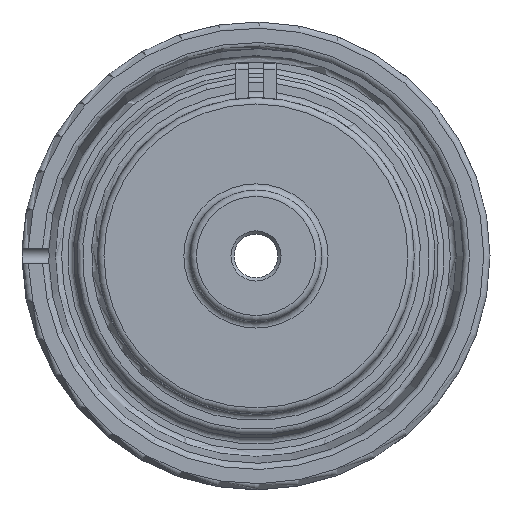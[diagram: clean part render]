
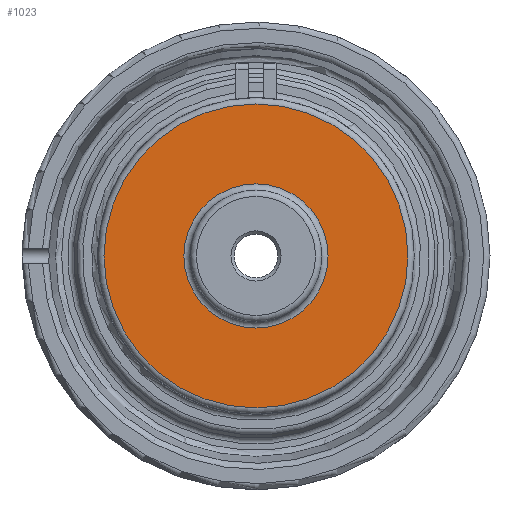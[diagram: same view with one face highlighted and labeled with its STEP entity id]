
A CAD part, front view. The second image highlights one B-rep face of the part: STEP entity #1023.
In plain terms, the highlighted planar face has unit normal (0, -1, 0).
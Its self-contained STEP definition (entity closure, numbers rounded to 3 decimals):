
#182=PLANE('',#1124);
#211=FACE_BOUND('',#350,.T.);
#270=FACE_OUTER_BOUND('',#349,.T.);
#349=EDGE_LOOP('',(#876));
#350=EDGE_LOOP('',(#877));
#426=CIRCLE('',#1123,48.5);
#427=CIRCLE('',#1125,23.);
#525=VERTEX_POINT('',#1929);
#526=VERTEX_POINT('',#1932);
#654=EDGE_CURVE('',#525,#525,#426,.T.);
#655=EDGE_CURVE('',#526,#526,#427,.T.);
#876=ORIENTED_EDGE('',*,*,#654,.F.);
#877=ORIENTED_EDGE('',*,*,#655,.F.);
#1023=ADVANCED_FACE('',(#270,#211),#182,.T.);
#1123=AXIS2_PLACEMENT_3D('',#1930,#1369,#1370);
#1124=AXIS2_PLACEMENT_3D('',#1931,#1371,#1372);
#1125=AXIS2_PLACEMENT_3D('',#1933,#1373,#1374);
#1369=DIRECTION('center_axis',(0.,1.,0.));
#1370=DIRECTION('ref_axis',(-1.,0.,0.));
#1371=DIRECTION('center_axis',(0.,-1.,0.));
#1372=DIRECTION('ref_axis',(0.,0.,-1.));
#1373=DIRECTION('center_axis',(0.,-1.,0.));
#1374=DIRECTION('ref_axis',(-1.,0.,0.));
#1929=CARTESIAN_POINT('',(48.5,0.,0.));
#1930=CARTESIAN_POINT('Origin',(0.,0.,
0.));
#1931=CARTESIAN_POINT('Origin',(21.,0.,0.));
#1932=CARTESIAN_POINT('',(23.,0.,0.));
#1933=CARTESIAN_POINT('Origin',(0.,0.,
0.));
